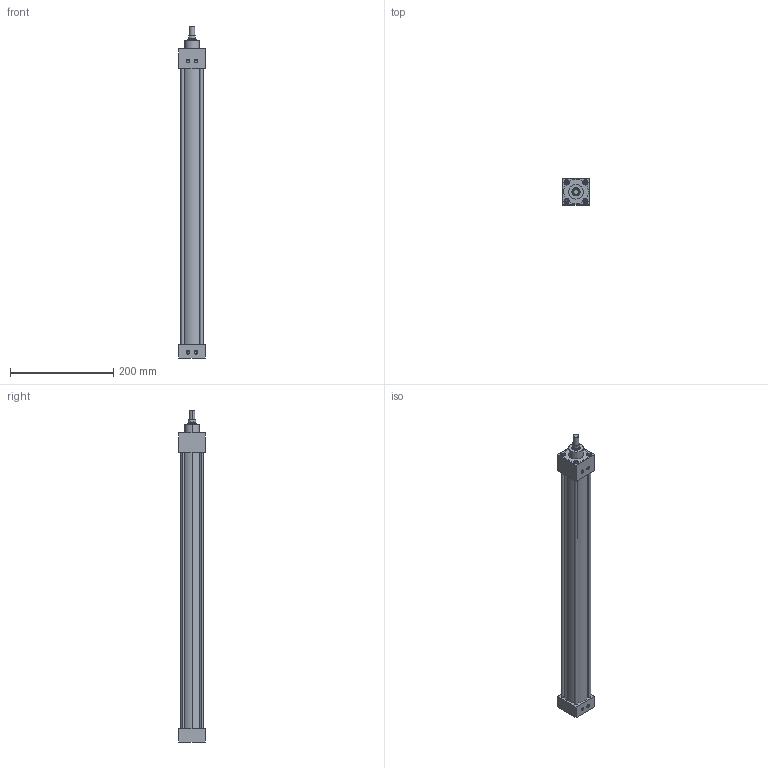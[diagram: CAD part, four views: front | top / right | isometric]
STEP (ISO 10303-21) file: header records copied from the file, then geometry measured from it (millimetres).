
FILE_DESCRIPTION (( 'STEP AP203' ), '1' );
FILE_NAME ('D224200DT-MC.step', '2020-09-03T19:27:24', ( '' ), ( '' ), 'SwSTEP 2.0', 'SolidWorks 2019', '' );
FILE_SCHEMA (( 'CONFIG_CONTROL_DESIGN' ));
Length unit declared in the file: inch
Products named in the file (4): D224200DT-MC_CUSHION; D224200DT-MC_PISTON_KK1; D224200DT-MC_BODY; D224200DT-MC
Assembly tree (4 placements, depth 2):
  D224200DT-MC
    D224200DT-MC_BODY
    D224200DT-MC_PISTON_KK1
    D224200DT-MC_CUSHION  x2
Bounding box: 50.8 x 50.8 x 644.52 mm (x, y, z)
Volume: 589733.5 mm3; surface area: 248539.8 mm2
Topology: 4 solids, 4 shells, 251 faces, 611 edges, 377 vertices
Faces by surface type: plane 90, cylinder 81, cone 80
Entity records: 7295 total; most frequent: CARTESIAN_POINT 1427, DIRECTION 1193, ORIENTED_EDGE 1074, EDGE_CURVE 537, AXIS2_PLACEMENT_3D 453, VERTEX_POINT 345, LINE 287, VECTOR 287
